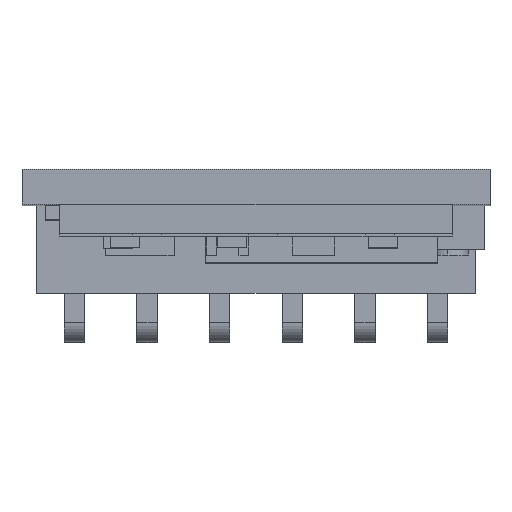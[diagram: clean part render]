
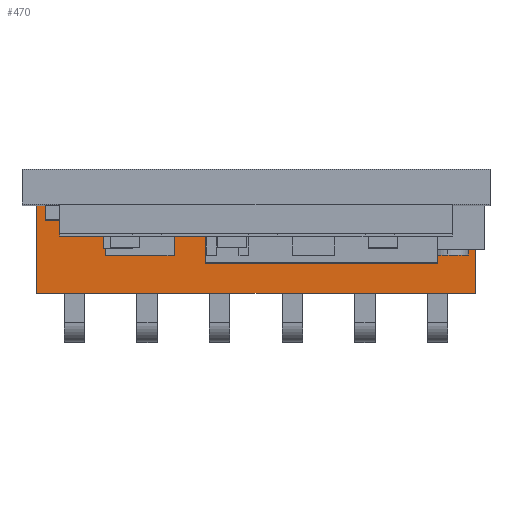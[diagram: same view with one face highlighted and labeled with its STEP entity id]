
A CAD part, top view. The second image highlights one B-rep face of the part: STEP entity #470.
In plain terms, the highlighted planar face has unit normal (0, 0, 1).
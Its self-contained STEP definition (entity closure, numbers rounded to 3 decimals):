
#207 = EDGE_CURVE('',#208,#210,#212,.T.);
#208 = VERTEX_POINT('',#209);
#209 = CARTESIAN_POINT('',(7.55,1.29,9.8));
#210 = VERTEX_POINT('',#211);
#211 = CARTESIAN_POINT('',(-7.55,1.29,9.8));
#212 = LINE('',#213,#214);
#213 = CARTESIAN_POINT('',(-7.55,1.29,9.8));
#214 = VECTOR('',#215,1.);
#215 = DIRECTION('',(-1.,0.,0.));
#470 = ADVANCED_FACE('',(#471),#496,.F.);
#471 = FACE_BOUND('',#472,.T.);
#472 = EDGE_LOOP('',(#473,#483,#489,#490));
#473 = ORIENTED_EDGE('',*,*,#474,.T.);
#474 = EDGE_CURVE('',#475,#477,#479,.T.);
#475 = VERTEX_POINT('',#476);
#476 = CARTESIAN_POINT('',(7.55,4.29,9.8));
#477 = VERTEX_POINT('',#478);
#478 = CARTESIAN_POINT('',(-7.55,4.29,9.8));
#479 = LINE('',#480,#481);
#480 = CARTESIAN_POINT('',(-7.55,4.29,9.8));
#481 = VECTOR('',#482,1.);
#482 = DIRECTION('',(-1.,0.,0.));
#483 = ORIENTED_EDGE('',*,*,#484,.F.);
#484 = EDGE_CURVE('',#210,#477,#485,.T.);
#485 = LINE('',#486,#487);
#486 = CARTESIAN_POINT('',(-7.55,1.29,9.8));
#487 = VECTOR('',#488,1.);
#488 = DIRECTION('',(0.,1.,0.));
#489 = ORIENTED_EDGE('',*,*,#207,.F.);
#490 = ORIENTED_EDGE('',*,*,#491,.T.);
#491 = EDGE_CURVE('',#208,#475,#492,.T.);
#492 = LINE('',#493,#494);
#493 = CARTESIAN_POINT('',(7.55,1.29,9.8));
#494 = VECTOR('',#495,1.);
#495 = DIRECTION('',(0.,1.,0.));
#496 = PLANE('',#497);
#497 = AXIS2_PLACEMENT_3D('',#498,#499,#500);
#498 = CARTESIAN_POINT('',(-7.55,1.29,9.8));
#499 = DIRECTION('',(0.,0.,-1.));
#500 = DIRECTION('',(0.,1.,0.));
